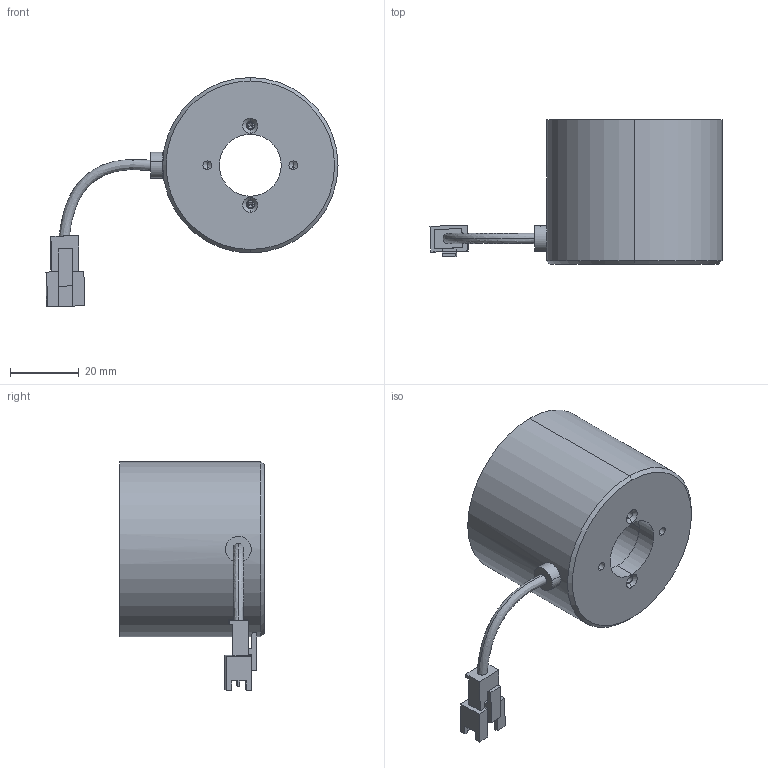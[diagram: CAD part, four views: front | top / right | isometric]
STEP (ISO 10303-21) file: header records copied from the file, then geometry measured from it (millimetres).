
FILE_DESCRIPTION (( 'STEP AP214' ), '1' );
FILE_NAME ('LT2RZF050-60-2-W-24V-ASSEMBLY.STEP', '2018-06-06T03:22:43', ( '' ), ( '' ), 'SwSTEP 2.0', 'SolidWorks 2016', '' );
FILE_SCHEMA (( 'AUTOMOTIVE_DESIGN' ));
Length unit declared in the file: millimetre
Products named in the file (8): DLR2-60-050-CASING; DLR2-60-050-PCB; M5-24V CABLE___; LT2RZF050-60-2-W-24V-ASSEMBLY; DLR2-60-050-DIFFUSER___; 24V CONNECTER; CABLE 3MM; CABLE CLAMP
Assembly tree (7 placements, depth 3):
  LT2RZF050-60-2-W-24V-ASSEMBLY
    DLR2-60-050-CASING
    DLR2-60-050-DIFFUSER___
    DLR2-60-050-PCB
    M5-24V CABLE___
      CABLE 3MM
      24V CONNECTER
      CABLE CLAMP
Bounding box: 84.89 x 42 x 66.55 mm (x, y, z)
Volume: 33748.8 mm3; surface area: 29907 mm2
Topology: 6 solids, 6 shells, 163 faces, 389 edges, 242 vertices
Faces by surface type: plane 81, cylinder 50, cone 18, torus 12, bspline 2
Entity records: 5443 total; most frequent: CARTESIAN_POINT 1157, DIRECTION 841, ORIENTED_EDGE 762, EDGE_CURVE 381, AXIS2_PLACEMENT_3D 300, VERTEX_POINT 242, VECTOR 241, LINE 241
